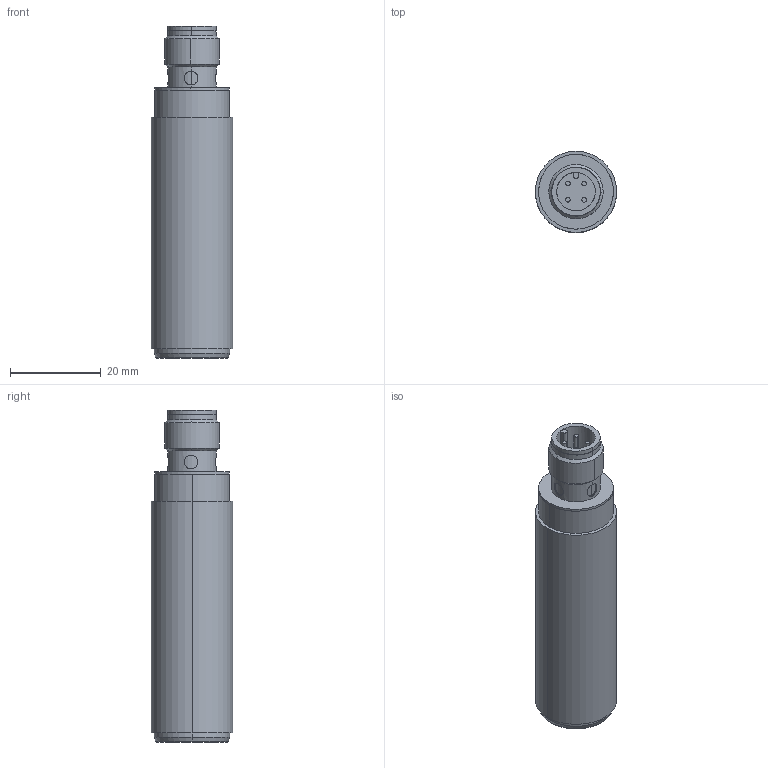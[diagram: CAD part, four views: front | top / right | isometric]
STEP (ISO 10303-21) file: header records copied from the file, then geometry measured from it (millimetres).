
FILE_DESCRIPTION(('STEP AP242'),'1');
FILE_NAME('sensor_xxv18b1nbm12.stp','2020-02-21T18:05:35',('TraceParts'),('TraceParts S.A.'),'Spatial InterOp 3D',' ',' ');
FILE_SCHEMA(('AP242_MANAGED_MODEL_BASED_3D_ENGINEERING_MIM_LF {1 0 10303 442 1 1 4}'));
Length unit declared in the file: millimetre
Products named in the file (1): sensor_xxv18b1nbm12_1
Bounding box: 17.9 x 17.9 x 73.25 mm (x, y, z)
Volume: 17073.4 mm3; surface area: 7121.1 mm2
Topology: 4 solids, 5 shells, 87 faces, 203 edges, 131 vertices
Faces by surface type: cylinder 45, plane 23, cone 12, torus 6, bspline 1
Entity records: 3595 total; most frequent: CARTESIAN_POINT 780, DIRECTION 465, ORIENTED_EDGE 406, EDGE_CURVE 203, AXIS2_PLACEMENT_3D 197, VERTEX_POINT 131, CIRCLE 107, EDGE_LOOP 102
